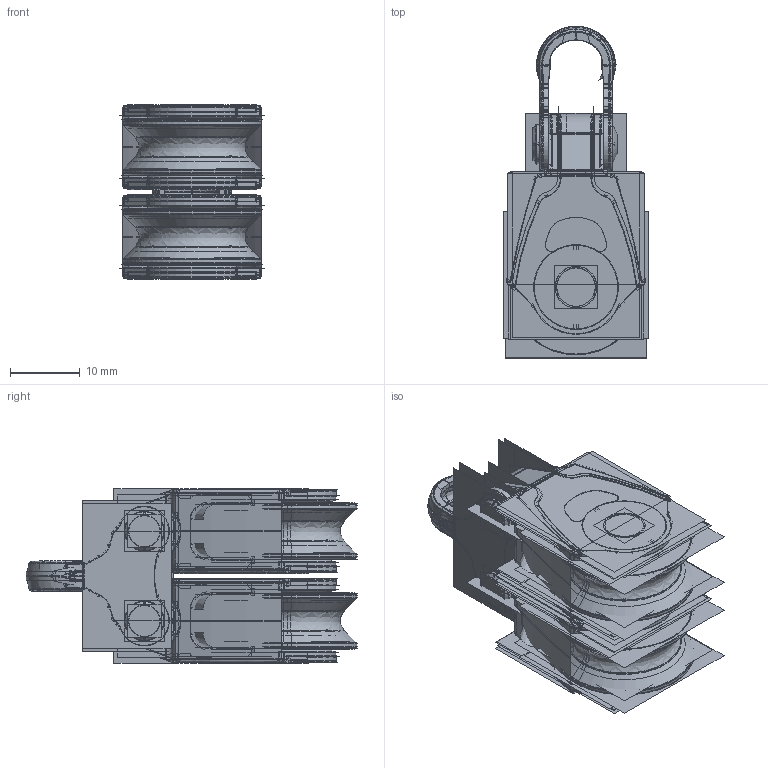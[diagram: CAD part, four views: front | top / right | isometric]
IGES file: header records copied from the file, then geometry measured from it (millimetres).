
Start section:  PTC IGES file: a2022ahl.igs
Global section: file name: a2022ahl.igs; native system: Creo Parametric by PTC Inc.; preprocessor: 2022414; author: Student; organization: Unknown; date: 20230323.123820; units: millimetre
Bounding box: 20.71 x 47.71 x 25.16 mm (x, y, z)
Surface area: 104249 mm2 (no closed solid volume)
Topology: 0 solids, 0 shells, 2486 faces, 37719 edges, 49066 vertices
Faces by surface type: revolution 1558, bspline 928
